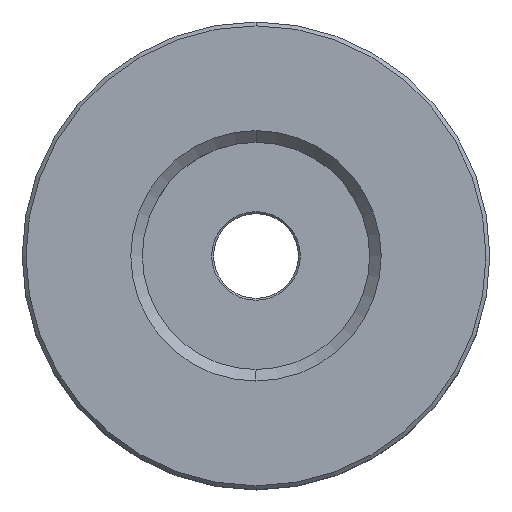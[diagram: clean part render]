
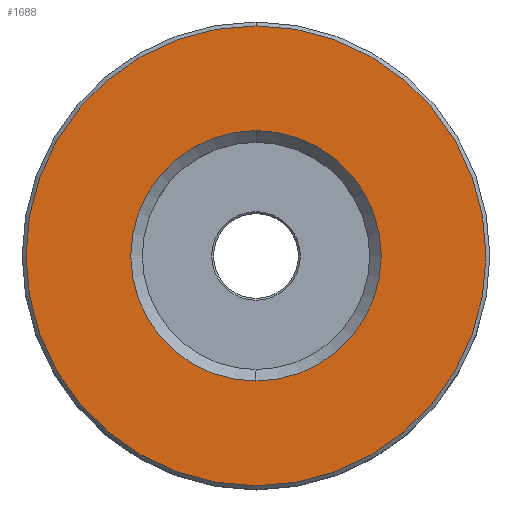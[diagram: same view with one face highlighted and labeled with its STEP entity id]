
A CAD part, top view. The second image highlights one B-rep face of the part: STEP entity #1688.
In plain terms, the highlighted planar face has unit normal (0, 0, 1).
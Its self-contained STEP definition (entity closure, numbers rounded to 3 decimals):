
#611=CARTESIAN_POINT('',(0.,0.,58.));
#612=DIRECTION('',(0.,0.,1.));
#613=DIRECTION('',(0.,1.,0.));
#614=AXIS2_PLACEMENT_3D('',#611,#612,#613);
#616=CARTESIAN_POINT('',(0.,0.,58.));
#617=DIRECTION('',(0.,0.,-1.));
#618=DIRECTION('',(0.,1.,0.));
#619=AXIS2_PLACEMENT_3D('',#616,#617,#618);
#621=CARTESIAN_POINT('',(0.,0.,
58.));
#622=DIRECTION('',(0.,0.,-1.));
#623=DIRECTION('',(0.,-1.,0.));
#624=AXIS2_PLACEMENT_3D('',#621,#622,#623);
#626=CARTESIAN_POINT('',(0.,0.,58.));
#627=DIRECTION('',(0.,0.,-1.));
#628=DIRECTION('',(0.,1.,0.));
#629=AXIS2_PLACEMENT_3D('',#626,#627,#628);
#936=CARTESIAN_POINT('',(0.,59.7,58.));
#937=VERTEX_POINT('',#936);
#938=CARTESIAN_POINT('',(0.,-59.7,58.));
#939=VERTEX_POINT('',#938);
#1088=CARTESIAN_POINT('',(0.,-32.5,
58.));
#1089=CARTESIAN_POINT('',(0.,32.5,58.));
#1090=VERTEX_POINT('',#1088);
#1091=VERTEX_POINT('',#1089);
#1672=CARTESIAN_POINT('',(0.,0.,58.));
#1673=DIRECTION('',(0.,0.,-1.));
#1674=DIRECTION('',(0.,-1.,0.));
#1675=AXIS2_PLACEMENT_3D('',#1672,#1673,#1674);
#1676=PLANE('',#1675);
#1678=ORIENTED_EDGE('',*,*,#1677,.F.);
#1680=ORIENTED_EDGE('',*,*,#1679,.T.);
#1681=EDGE_LOOP('',(#1678,#1680));
#1682=FACE_OUTER_BOUND('',#1681,.F.);
#1684=ORIENTED_EDGE('',*,*,#1683,.F.);
#1685=ORIENTED_EDGE('',*,*,#1662,.F.);
#1686=EDGE_LOOP('',(#1684,#1685));
#1687=FACE_BOUND('',#1686,.F.);
#1688=ADVANCED_FACE('',(#1682,#1687),#1676,.F.);
#615=CIRCLE('',#614,59.7);
#620=CIRCLE('',#619,59.7);
#625=CIRCLE('',#624,32.5);
#630=CIRCLE('',#629,32.5);
#1662=EDGE_CURVE('',#1091,#1090,#630,.T.);
#1677=EDGE_CURVE('',#937,#939,#615,.T.);
#1679=EDGE_CURVE('',#937,#939,#620,.T.);
#1683=EDGE_CURVE('',#1090,#1091,#625,.T.);
